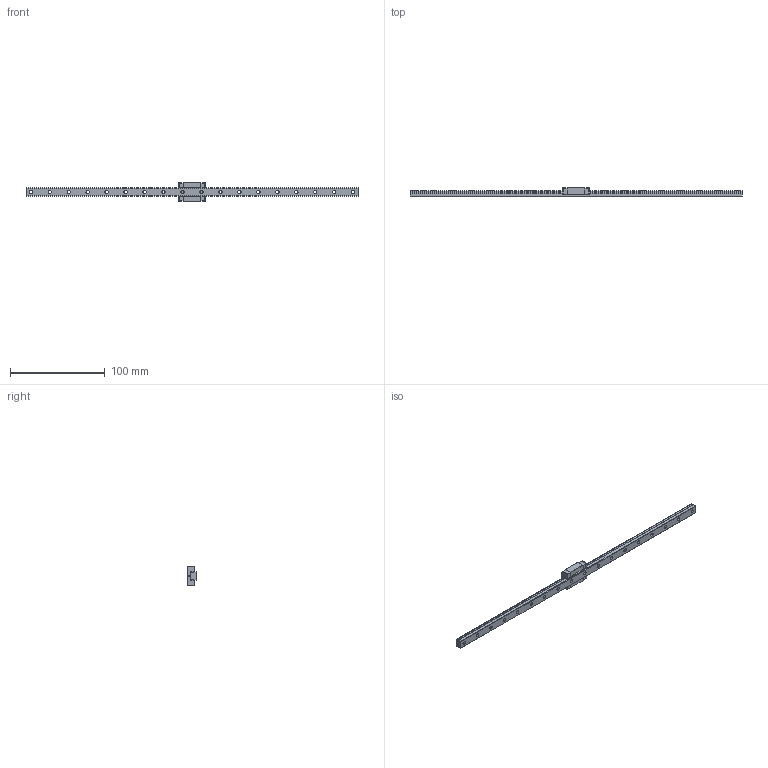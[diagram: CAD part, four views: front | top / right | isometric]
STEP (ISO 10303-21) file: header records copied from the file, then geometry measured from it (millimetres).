
FILE_DESCRIPTION (( 'STEP AP214' ), '1' );
FILE_NAME ('MGN9.STEP', '2025-11-27T17:50:17', ( '' ), ( '' ), 'SwSTEP 2.0', 'SolidWorks 2025', '' );
FILE_SCHEMA (( 'AUTOMOTIVE_DESIGN' ));
Length unit declared in the file: millimetre
Products named in the file (4): MGN9; MGN9C_右封_temp.stp_預設; MGN9C1R350Z0H_GW202506029129.stp_預設; MGR9_temp-1.stp_預設
Assembly tree (3 placements, depth 3):
  MGN9
    MGN9C1R350Z0H_GW202506029129.stp_預設
      MGR9_temp-1.stp_預設
      MGN9C_右封_temp.stp_預設
Bounding box: 350 x 10 x 20 mm (x, y, z)
Volume: 20292.7 mm3; surface area: 16034.6 mm2
Topology: 6 solids, 6 shells, 364 faces, 981 edges, 646 vertices
Faces by surface type: plane 197, cylinder 102, bspline 57, cone 8
Entity records: 13753 total; most frequent: CARTESIAN_POINT 3691, ORIENTED_EDGE 1946, DIRECTION 1691, EDGE_CURVE 973, LINE 655, VECTOR 655, VERTEX_POINT 646, AXIS2_PLACEMENT_3D 518
